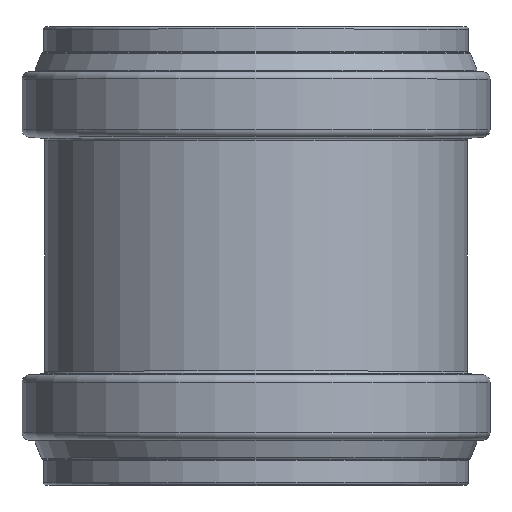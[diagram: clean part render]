
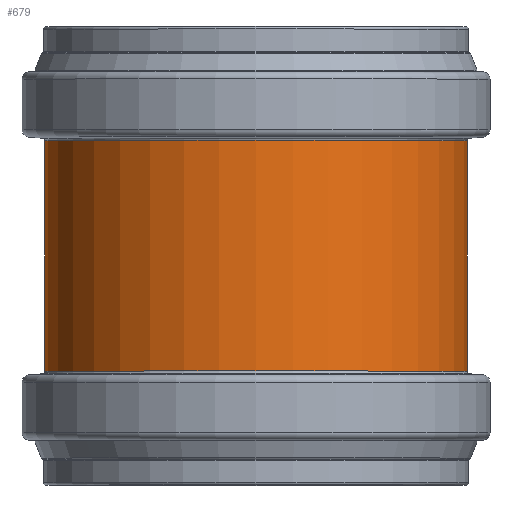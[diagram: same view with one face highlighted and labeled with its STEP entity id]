
A CAD part, top view. The second image highlights one B-rep face of the part: STEP entity #679.
In plain terms, the highlighted cylindrical face has radius 85 mm (diameter 170 mm), a full revolution.
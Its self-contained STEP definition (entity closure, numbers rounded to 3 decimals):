
#107=FACE_BOUND('',#276,.T.);
#169=FACE_OUTER_BOUND('',#275,.T.);
#275=EDGE_LOOP('',(#585));
#276=EDGE_LOOP('',(#586));
#326=CIRCLE('',#728,85.);
#357=CIRCLE('',#789,85.);
#388=VERTEX_POINT('',#1118);
#419=VERTEX_POINT('',#1210);
#450=EDGE_CURVE('',#388,#388,#326,.T.);
#481=EDGE_CURVE('',#419,#419,#357,.T.);
#585=ORIENTED_EDGE('',*,*,#450,.F.);
#586=ORIENTED_EDGE('',*,*,#481,.T.);
#630=CYLINDRICAL_SURFACE('',#790,85.);
#679=ADVANCED_FACE('',(#169,#107),#630,.T.);
#728=AXIS2_PLACEMENT_3D('',#1119,#883,#884);
#789=AXIS2_PLACEMENT_3D('',#1211,#1005,#1006);
#790=AXIS2_PLACEMENT_3D('',#1212,#1007,#1008);
#883=DIRECTION('center_axis',(0.,-1.,0.));
#884=DIRECTION('ref_axis',(1.,0.,0.));
#1005=DIRECTION('center_axis',(0.,-1.,0.));
#1006=DIRECTION('ref_axis',(1.,0.,0.));
#1007=DIRECTION('center_axis',(0.,-1.,0.));
#1008=DIRECTION('ref_axis',(1.,0.,0.));
#1118=CARTESIAN_POINT('',(86.853,-46.42,0.));
#1119=CARTESIAN_POINT('Origin',(1.853,-46.42,0.));
#1210=CARTESIAN_POINT('',(86.853,46.42,0.));
#1211=CARTESIAN_POINT('Origin',(1.853,46.42,0.));
#1212=CARTESIAN_POINT('Origin',(1.853,20.573,0.));
